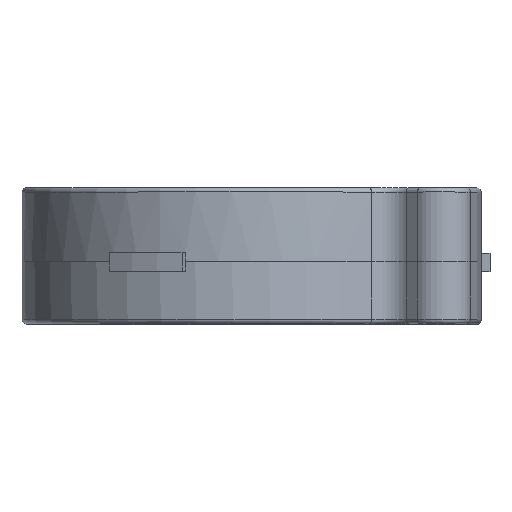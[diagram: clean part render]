
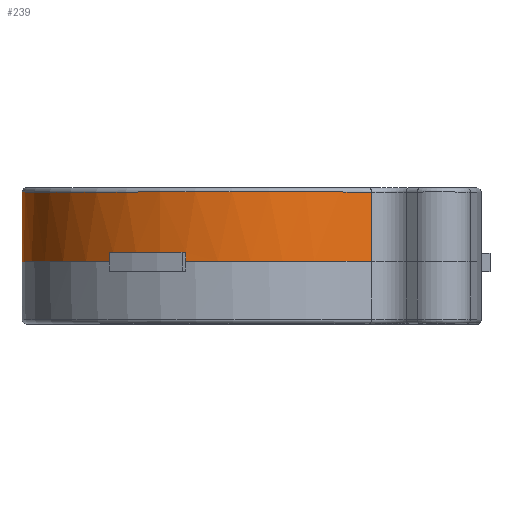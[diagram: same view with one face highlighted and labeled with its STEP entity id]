
A CAD part, top view. The second image highlights one B-rep face of the part: STEP entity #239.
In plain terms, the highlighted cylindrical face has radius 24.5 mm (diameter 49 mm), a partial arc.
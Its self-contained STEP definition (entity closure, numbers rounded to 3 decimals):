
#239=ADVANCED_FACE('',(#3463),#3465,.T.);
#3463=FACE_BOUND('',#3464,.T.);
#3464=EDGE_LOOP('',(#6049,#6050,#6051,#6052,#6053,#6054,#6055,#6056));
#3465=CYLINDRICAL_SURFACE('',#3466,24.5);
#3466=AXIS2_PLACEMENT_3D('',#3467,#3468,#3469);
#3467=CARTESIAN_POINT('',(0.62,0.,2.636));
#3468=DIRECTION('',(0.,1.,0.));
#3469=DIRECTION('',(-0.871,0.,-0.492));
#6049=ORIENTED_EDGE('',*,*,#7897,.F.);
#6050=ORIENTED_EDGE('',*,*,#7898,.F.);
#6051=ORIENTED_EDGE('',*,*,#7899,.F.);
#6052=ORIENTED_EDGE('',*,*,#7894,.F.);
#6053=ORIENTED_EDGE('',*,*,#7900,.F.);
#6054=ORIENTED_EDGE('',*,*,#7901,.F.);
#6055=ORIENTED_EDGE('',*,*,#7902,.T.);
#6056=ORIENTED_EDGE('',*,*,#7867,.F.);
#7867=EDGE_CURVE('',#8790,#8793,#8794,.T.);
#7894=EDGE_CURVE('',#8845,#8791,#8847,.T.);
#7897=EDGE_CURVE('',#8852,#8790,#8853,.F.);
#7898=EDGE_CURVE('',#8854,#8852,#8855,.F.);
#7899=EDGE_CURVE('',#8791,#8854,#8856,.T.);
#7900=EDGE_CURVE('',#8857,#8845,#8858,.T.);
#7901=EDGE_CURVE('',#8859,#8857,#8860,.T.);
#7902=EDGE_CURVE('',#8859,#8793,#8861,.T.);
#8790=VERTEX_POINT('',#10304);
#8791=VERTEX_POINT('',#10305);
#8793=VERTEX_POINT('',#10310);
#8794=CIRCLE('',#10311,24.5);
#8845=VERTEX_POINT('',#10429);
#8847=CIRCLE('',#10434,24.5);
#8852=VERTEX_POINT('',#10448);
#8853=LINE('',#10449,#10450);
#8854=VERTEX_POINT('',#10452);
#8855=CIRCLE('',#10453,24.5);
#8856=LINE('',#10457,#10458);
#8857=VERTEX_POINT('',#10460);
#8858=LINE('',#10461,#10462);
#8859=VERTEX_POINT('',#10464);
#8860=CIRCLE('',#10465,24.5);
#8861=LINE('',#10469,#10470);
#10304=CARTESIAN_POINT('',(-13.636,-7.,22.561));
#10305=CARTESIAN_POINT('',(-5.479,-7.,26.364));
#10310=CARTESIAN_POINT('',(-20.708,-7.,-9.421));
#10311=AXIS2_PLACEMENT_3D('',#10312,#10313,#10314);
#10312=CARTESIAN_POINT('',(0.62,-7.,2.636));
#10313=DIRECTION('',(0.,-1.,0.));
#10314=DIRECTION('',(-0.582,0.,0.813));
#10429=CARTESIAN_POINT('',(15.373,-7.,22.196));
#10434=AXIS2_PLACEMENT_3D('',#10435,#10436,#10437);
#10435=CARTESIAN_POINT('',(0.62,-7.,2.636));
#10436=DIRECTION('',(0.,-1.,0.));
#10437=DIRECTION('',(0.602,0.,0.798));
#10448=CARTESIAN_POINT('',(-13.636,-6.,22.561));
#10449=CARTESIAN_POINT('',(-13.636,-7.,22.561));
#10450=VECTOR('',#10451,1.);
#10451=DIRECTION('',(0.,1.,0.));
#10452=CARTESIAN_POINT('',(-5.479,-6.,26.364));
#10453=AXIS2_PLACEMENT_3D('',#10454,#10455,#10456);
#10454=CARTESIAN_POINT('',(0.62,-6.,2.636));
#10455=DIRECTION('',(0.,1.,0.));
#10456=DIRECTION('',(-0.582,0.,0.813));
#10457=CARTESIAN_POINT('',(-5.479,-7.,26.364));
#10458=VECTOR('',#10459,1.);
#10459=DIRECTION('',(0.,1.,0.));
#10460=CARTESIAN_POINT('',(15.373,0.8,22.196));
#10461=CARTESIAN_POINT('',(15.373,0.8,22.196));
#10462=VECTOR('',#10463,1.);
#10463=DIRECTION('',(0.,-1.,0.));
#10464=CARTESIAN_POINT('',(-20.708,0.8,-9.421));
#10465=AXIS2_PLACEMENT_3D('',#10466,#10467,#10468);
#10466=CARTESIAN_POINT('',(0.62,0.8,2.636));
#10467=DIRECTION('',(0.,1.,0.));
#10468=DIRECTION('',(-0.871,0.,-0.492));
#10469=CARTESIAN_POINT('',(-20.708,0.8,-9.421));
#10470=VECTOR('',#10471,1.);
#10471=DIRECTION('',(0.,-1.,0.));
